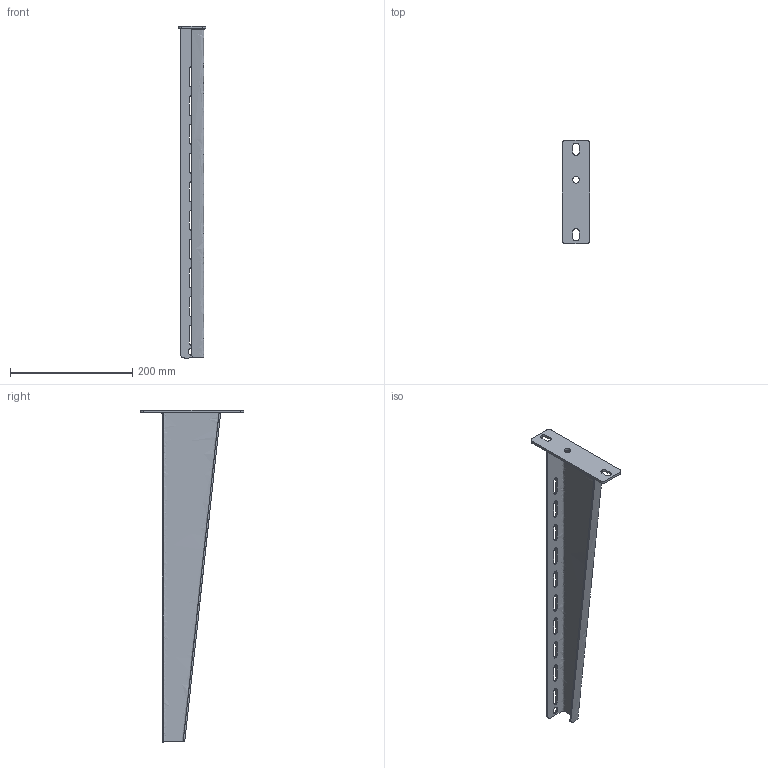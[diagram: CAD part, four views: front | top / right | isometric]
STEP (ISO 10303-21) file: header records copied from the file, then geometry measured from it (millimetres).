
FILE_DESCRIPTION (( 'STEP AP203' ), '1' );
FILE_NAME ('CLW10-NKU-500-025-4-HDZ Êîíñîëü óñèëåííàÿ NKU 500 HDZ.STEP', '2016-04-13T12:05:38', ( '' ), ( '' ), 'SwSTEP 2.0', 'SolidWorks 2014', '' );
FILE_SCHEMA (( 'CONFIG_CONTROL_DESIGN' ));
Length unit declared in the file: millimetre
Products named in the file (1): CLW10-NKU-500-025-4-HDZ Êîíñîëü óñèëåííàÿ NKU 500 HDZ
Bounding box: 45 x 170 x 544 mm (x, y, z)
Volume: 174414.4 mm3; surface area: 141856.4 mm2
Topology: 1 solids, 1 shells, 72 faces, 220 edges, 151 vertices
Faces by surface type: plane 33, cylinder 32, bspline 7
Full cylindrical faces by diameter (mm): 11 x2
Entity records: 4043 total; most frequent: CARTESIAN_POINT 2035, ORIENTED_EDGE 436, DIRECTION 337, EDGE_CURVE 218, VERTEX_POINT 151, AXIS2_PLACEMENT_3D 115, VECTOR 107, LINE 107
